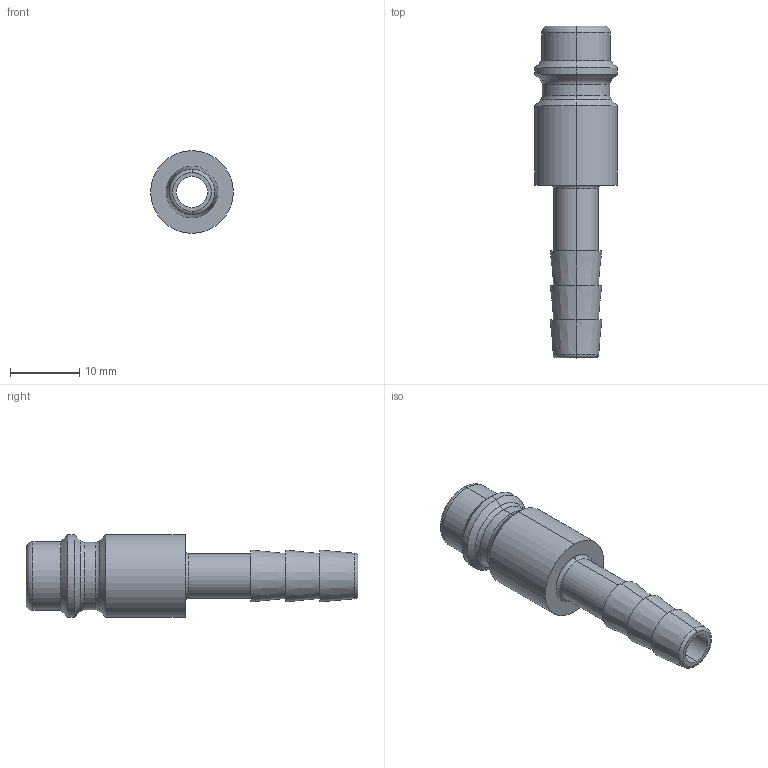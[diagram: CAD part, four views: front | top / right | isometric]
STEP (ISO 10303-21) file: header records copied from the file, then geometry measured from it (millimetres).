
FILE_DESCRIPTION (( 'STEP AP203' ), '1' );
FILE_NAME ('07261240.STEP', '2011-06-16T13:28:24', ( 'SP' ), ( 'sopra-pneumatic' ), 'SwSTEP 2.0', 'SolidWorks 2011', '' );
FILE_SCHEMA (( 'CONFIG_CONTROL_DESIGN' ));
Length unit declared in the file: millimetre
Products named in the file (1): 07261240
Bounding box: 11.95 x 48 x 11.95 mm (x, y, z)
Volume: 1832.2 mm3; surface area: 2414.8 mm2
Topology: 1 solids, 1 shells, 44 faces, 88 edges, 50 vertices
Faces by surface type: cylinder 14, cone 14, torus 10, plane 6
Entity records: 1225 total; most frequent: DIRECTION 238, CARTESIAN_POINT 183, ORIENTED_EDGE 176, AXIS2_PLACEMENT_3D 105, EDGE_CURVE 88, CIRCLE 60, EDGE_LOOP 50, VERTEX_POINT 50
